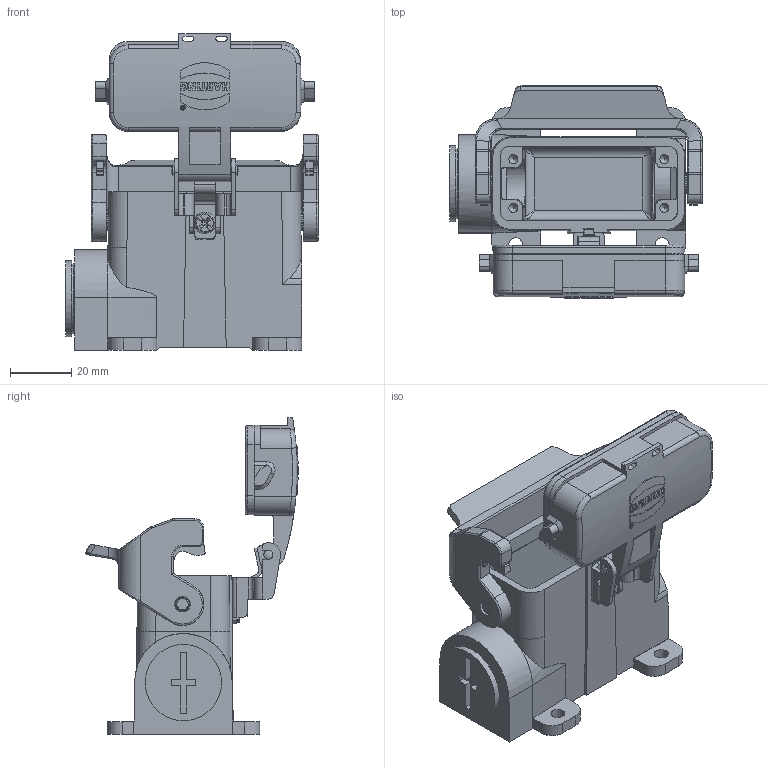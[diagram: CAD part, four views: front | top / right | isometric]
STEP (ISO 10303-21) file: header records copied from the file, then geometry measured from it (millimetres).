
FILE_DESCRIPTION((''),'2;1');
FILE_NAME('05200100263.stp','2020-07-08T08:07:47',('e.eickhoff'),(''),'Autodesk Inventor 2012','Autodesk Inventor 2012','');
FILE_SCHEMA(('AUTOMOTIVE_DESIGN { 1 0 10303 214 1 1 1 1 }'));
Length unit declared in the file: millimetre
Products named in the file (3): 05200100263; KBRM20
Assembly tree (2 placements, depth 2):
  05200100263
    05200100263
    KBRM20
Bounding box: 82.9 x 69.6 x 103.69 mm (x, y, z)
Volume: 73415.8 mm3; surface area: 45558.1 mm2
Topology: 4 solids, 4 shells, 887 faces, 2941 edges, 2665 vertices
Faces by surface type: plane 425, cylinder 270, bspline 100, torus 56, cone 34, sphere 2
Full cylindrical faces by diameter (mm): 3 x6, 3.05 x1, 4 x3, 4.6 x4, 4.8 x2, 5.1 x2, 7 x3, 16 x1, 20 x2, 20.5 x1, 23 x1, 25 x1
Entity records: 38774 total; most frequent: CARTESIAN_POINT 13448, DIRECTION 4823, ORIENTED_EDGE 4502, EDGE_CURVE 2251, AXIS2_PLACEMENT_3D 1677, VECTOR 1469, LINE 1469, VERTEX_POINT 1443
